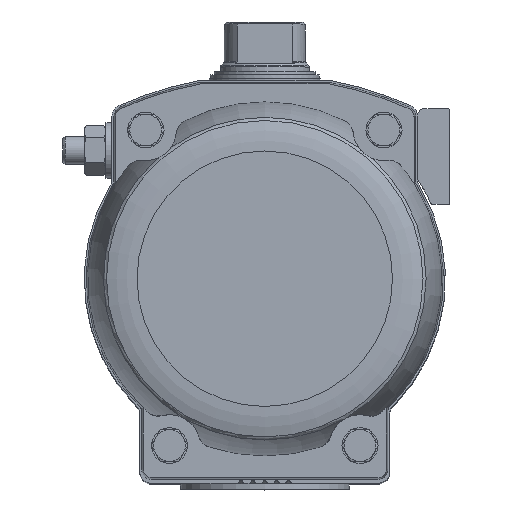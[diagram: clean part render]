
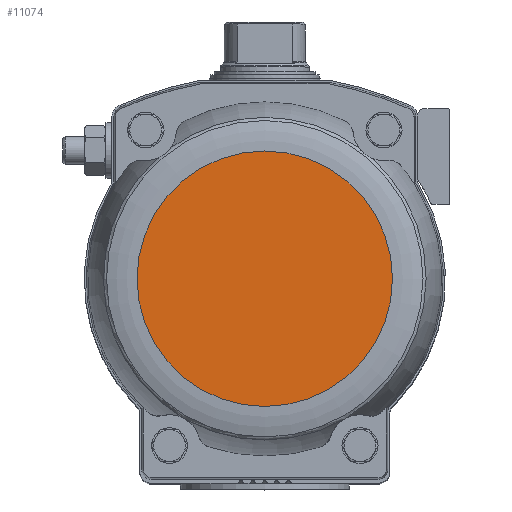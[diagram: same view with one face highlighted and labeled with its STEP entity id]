
A CAD part, top view. The second image highlights one B-rep face of the part: STEP entity #11074.
In plain terms, the highlighted planar face has unit normal (0, 0, 1).
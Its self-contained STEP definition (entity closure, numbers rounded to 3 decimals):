
#455=PLANE('',#12219);
#3993=ORIENTED_EDGE('',*,*,#6372,.T.);
#6372=EDGE_CURVE('',#7702,#7702,#8443,.T.);
#7702=VERTEX_POINT('',#18660);
#8443=CIRCLE('',#12218,64.36);
#9135=EDGE_LOOP('',(#3993));
#10082=FACE_BOUND('',#9135,.T.);
#11074=ADVANCED_FACE('',(#10082),#455,.F.);
#12218=AXIS2_PLACEMENT_3D('',#18659,#14676,#14677);
#12219=AXIS2_PLACEMENT_3D('',#18661,#14678,#14679);
#14676=DIRECTION('',(0.,0.,1.));
#14677=DIRECTION('',(1.,0.,0.));
#14678=DIRECTION('',(0.,0.,-1.));
#14679=DIRECTION('',(-1.,0.,0.));
#18659=CARTESIAN_POINT('',(0.,0.,214.15));
#18660=CARTESIAN_POINT('',(64.36,0.,214.15));
#18661=CARTESIAN_POINT('',(64.36,0.,214.15));
